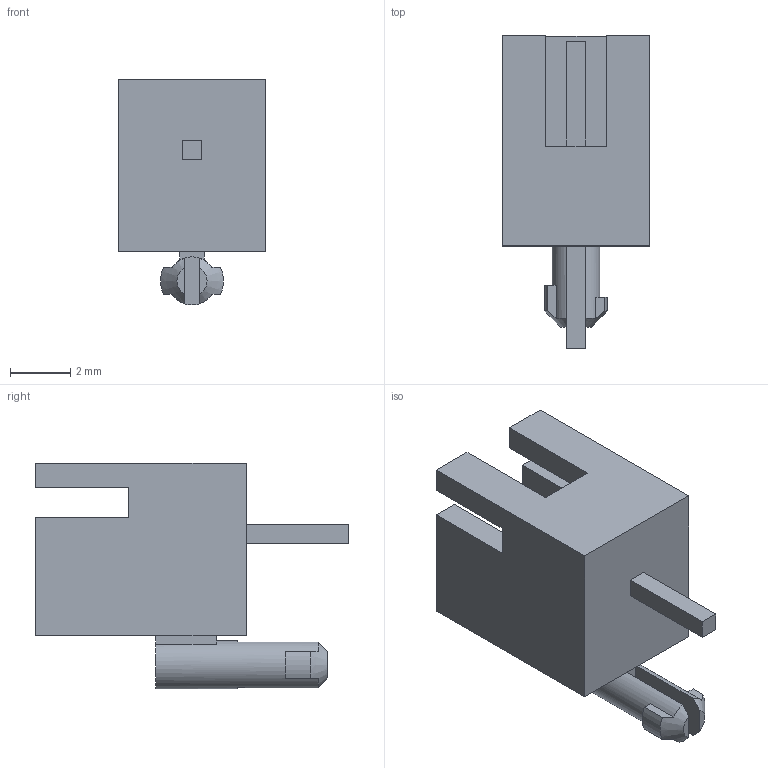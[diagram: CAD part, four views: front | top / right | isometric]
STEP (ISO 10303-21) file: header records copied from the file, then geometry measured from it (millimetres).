
FILE_DESCRIPTION (( 'STEP AP214' ), '1' );
FILE_NAME ('B1B-XH-AM.STEP', '2013-07-08T04:51:47', ( 'JSTOEC' ), ( '' ), 'SwSTEP 2.0', 'SolidWorks 2005235', '' );
FILE_SCHEMA (( 'AUTOMOTIVE_DESIGN' ));
Length unit declared in the file: millimetre
Products named in the file (1): B1B-XH-AM
Bounding box: 4.9 x 10.4 x 7.53 mm (x, y, z)
Volume: 137.1 mm3; surface area: 321.2 mm2
Topology: 1 solids, 1 shells, 51 faces, 138 edges, 92 vertices
Faces by surface type: plane 45, cylinder 4, cone 2
Entity records: 1733 total; most frequent: CARTESIAN_POINT 306, ORIENTED_EDGE 276, DIRECTION 254, EDGE_CURVE 138, VECTOR 110, LINE 110, VERTEX_POINT 92, AXIS2_PLACEMENT_3D 72
